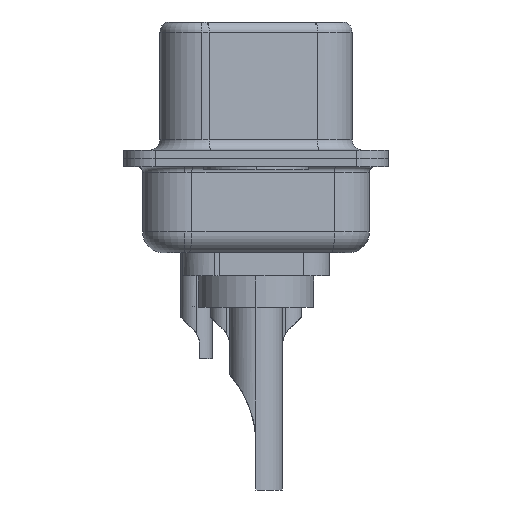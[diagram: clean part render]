
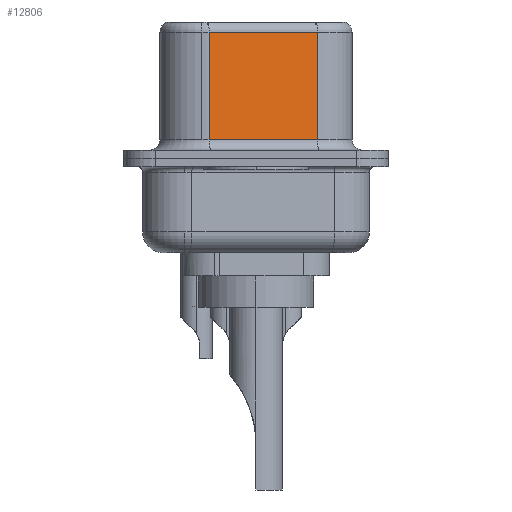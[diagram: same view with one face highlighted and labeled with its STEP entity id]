
A CAD part, left-side view. The second image highlights one B-rep face of the part: STEP entity #12806.
In plain terms, the highlighted planar face has unit normal (-0.985, -0.174, 0).
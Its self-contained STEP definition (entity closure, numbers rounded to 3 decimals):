
#890 = CARTESIAN_POINT ( 'NONE',  ( 3.67, 2.233, 6.02 ) ) ;
#967 = EDGE_CURVE ( 'NONE', #16286, #17033, #16108, .T. ) ;
#1293 = EDGE_CURVE ( 'NONE', #17033, #7027, #8208, .T. ) ;
#1350 = DIRECTION ( 'NONE',  ( 0.174, -0.985, 0. ) ) ;
#2662 = ORIENTED_EDGE ( 'NONE', *, *, #6195, .F. ) ;
#3667 = CARTESIAN_POINT ( 'NONE',  ( 4.58, -2.927, 0.9 ) ) ;
#4499 = CARTESIAN_POINT ( 'NONE',  ( 4.58, -2.927, 6.52 ) ) ;
#4535 = FACE_OUTER_BOUND ( 'NONE', #5607, .T. ) ;
#5607 = EDGE_LOOP ( 'NONE', ( #2662, #14923, #16606, #7827 ) ) ;
#5799 = EDGE_CURVE ( 'NONE', #6147, #16286, #18690, .T. ) ;
#5974 = DIRECTION ( 'NONE',  ( -0.174, 0.985, 0. ) ) ;
#6147 = VERTEX_POINT ( 'NONE', #14100 ) ;
#6195 = EDGE_CURVE ( 'NONE', #6147, #7027, #7574, .T. ) ;
#6750 = VECTOR ( 'NONE', #16509, 1000. ) ;
#7027 = VERTEX_POINT ( 'NONE', #9133 ) ;
#7574 = LINE ( 'NONE', #10565, #18673 ) ;
#7827 = ORIENTED_EDGE ( 'NONE', *, *, #1293, .T. ) ;
#8208 = LINE ( 'NONE', #3667, #15416 ) ;
#9133 = CARTESIAN_POINT ( 'NONE',  ( 4.58, -2.927, 0.9 ) ) ;
#10038 = DIRECTION ( 'NONE',  ( 0., 0., -1. ) ) ;
#10565 = CARTESIAN_POINT ( 'NONE',  ( 4.58, -2.927, 6.52 ) ) ;
#12277 = VECTOR ( 'NONE', #10038, 1000. ) ;
#12356 = DIRECTION ( 'NONE',  ( 0., 0., -1. ) ) ;
#12806 = ADVANCED_FACE ( 'NONE', ( #4535 ), #13015, .F. ) ;
#13015 = PLANE ( 'NONE',  #15885 ) ;
#14100 = CARTESIAN_POINT ( 'NONE',  ( 4.58, -2.927, 6.02 ) ) ;
#14605 = DIRECTION ( 'NONE',  ( 0.985, 0.174, 0. ) ) ;
#14923 = ORIENTED_EDGE ( 'NONE', *, *, #5799, .T. ) ;
#15416 = VECTOR ( 'NONE', #1350, 1000. ) ;
#15418 = CARTESIAN_POINT ( 'NONE',  ( 3.67, 2.233, 6.52 ) ) ;
#15885 = AXIS2_PLACEMENT_3D ( 'NONE', #4499, #14605, #5974 ) ;
#16108 = LINE ( 'NONE', #15418, #12277 ) ;
#16286 = VERTEX_POINT ( 'NONE', #890 ) ;
#16509 = DIRECTION ( 'NONE',  ( -0.174, 0.985, 0. ) ) ;
#16606 = ORIENTED_EDGE ( 'NONE', *, *, #967, .T. ) ;
#16905 = CARTESIAN_POINT ( 'NONE',  ( 3.67, 2.233, 0.9 ) ) ;
#17033 = VERTEX_POINT ( 'NONE', #16905 ) ;
#17367 = CARTESIAN_POINT ( 'NONE',  ( 4.58, -2.927, 6.02 ) ) ;
#18673 = VECTOR ( 'NONE', #12356, 1000. ) ;
#18690 = LINE ( 'NONE', #17367, #6750 ) ;
